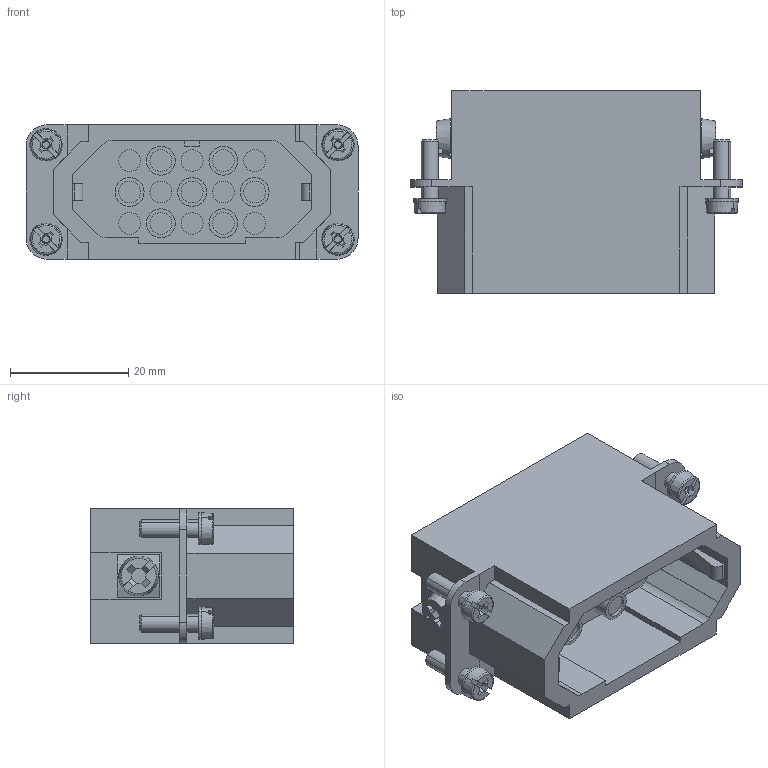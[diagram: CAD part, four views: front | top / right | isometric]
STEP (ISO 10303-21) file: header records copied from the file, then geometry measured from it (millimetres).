
FILE_DESCRIPTION(/* description */ (''),/* implementation_level */ '2;1');
FILE_NAME(/* name */ 'c146 10a015 060 2.stp',/* time_stamp */ '2019-01-03T11:55:00+01:00',/* author */ (''),/* organization */ (''),/* preprocessor_version */ 'ST-DEVELOPER v16',/* originating_system */ 'SIEMENS PLM Software NX 11.0',/* authorisation */ '');
FILE_SCHEMA (('AUTOMOTIVE_DESIGN { 1 0 10303 214 3 1 1 1 }'));
Length unit declared in the file: millimetre
Products named in the file (1): 13245nxs001-01
Bounding box: 56.27 x 34.3 x 22.8 mm (x, y, z)
Volume: 24323.9 mm3; surface area: 10519.4 mm2
Topology: 1 solids, 1 shells, 387 faces, 970 edges, 645 vertices
Faces by surface type: plane 226, cylinder 99, cone 46, torus 16
Full cylindrical faces by diameter (mm): 3.5 x4, 3.7 x15, 4.5 x15, 4.9 x7
Entity records: 11846 total; most frequent: CARTESIAN_POINT 2944, ORIENTED_EDGE 1816, DIRECTION 1780, EDGE_CURVE 908, AXIS2_PLACEMENT_3D 654, VERTEX_POINT 626, EDGE_LOOP 490, LINE 472
